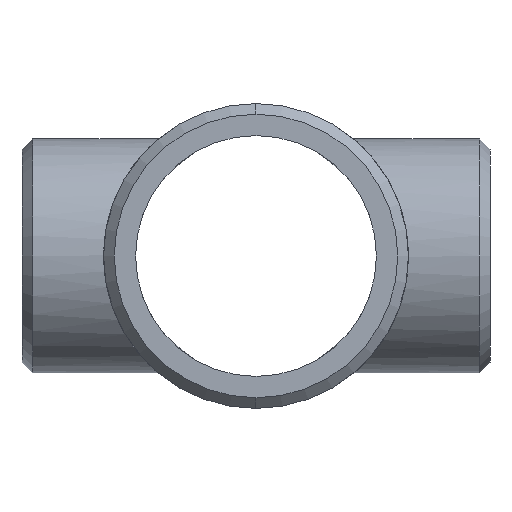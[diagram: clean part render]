
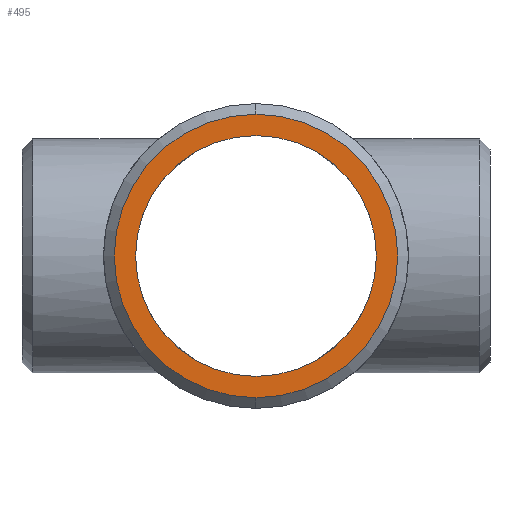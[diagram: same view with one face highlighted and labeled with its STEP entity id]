
A CAD part, left-side view. The second image highlights one B-rep face of the part: STEP entity #495.
In plain terms, the highlighted planar face has unit normal (-1, 0, 0).
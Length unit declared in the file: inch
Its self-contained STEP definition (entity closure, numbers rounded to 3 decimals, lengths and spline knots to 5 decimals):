
#41 = AXIS2_PLACEMENT_3D ( 'NONE', #447, #344, #1349 ) ;
#65 = CARTESIAN_POINT ( 'NONE',  ( -7., 0., 0. ) ) ;
#91 = CIRCLE ( 'NONE', #642, 3.4065 ) ;
#114 = PLANE ( 'NONE',  #41 ) ;
#175 = ORIENTED_EDGE ( 'NONE', *, *, #645, .T. ) ;
#188 = FACE_BOUND ( 'NONE', #958, .T. ) ;
#226 = CARTESIAN_POINT ( 'NONE',  ( -7., 0., 0. ) ) ;
#266 = CIRCLE ( 'NONE', #1154, 3.4065 ) ;
#315 = DIRECTION ( 'NONE',  ( 1., 0., 0. ) ) ;
#344 = DIRECTION ( 'NONE',  ( -1., 0., 0. ) ) ;
#442 = VERTEX_POINT ( 'NONE', #1091 ) ;
#447 = CARTESIAN_POINT ( 'NONE',  ( -7., 0., 0. ) ) ;
#453 = DIRECTION ( 'NONE',  ( -1., 0., 0. ) ) ;
#495 = ADVANCED_FACE ( 'NONE', ( #747, #188 ), #114, .T. ) ;
#511 = VERTEX_POINT ( 'NONE', #1337 ) ;
#523 = EDGE_LOOP ( 'NONE', ( #866, #1126 ) ) ;
#532 = EDGE_CURVE ( 'NONE', #442, #511, #1224, .T. ) ;
#553 = CARTESIAN_POINT ( 'NONE',  ( -7., 0., 0. ) ) ;
#559 = DIRECTION ( 'NONE',  ( 0., 0., 1. ) ) ;
#611 = AXIS2_PLACEMENT_3D ( 'NONE', #994, #902, #1005 ) ;
#642 = AXIS2_PLACEMENT_3D ( 'NONE', #65, #315, #1207 ) ;
#645 = EDGE_CURVE ( 'NONE', #895, #1102, #266, .T. ) ;
#677 = EDGE_CURVE ( 'NONE', #511, #442, #1336, .T. ) ;
#747 = FACE_OUTER_BOUND ( 'NONE', #523, .T. ) ;
#866 = ORIENTED_EDGE ( 'NONE', *, *, #677, .T. ) ;
#895 = VERTEX_POINT ( 'NONE', #1164 ) ;
#902 = DIRECTION ( 'NONE',  ( -1., 0., 0. ) ) ;
#958 = EDGE_LOOP ( 'NONE', ( #175, #1075 ) ) ;
#994 = CARTESIAN_POINT ( 'NONE',  ( -7., 0., 0. ) ) ;
#1005 = DIRECTION ( 'NONE',  ( 0., 0., 1. ) ) ;
#1034 = AXIS2_PLACEMENT_3D ( 'NONE', #553, #453, #1326 ) ;
#1064 = CARTESIAN_POINT ( 'NONE',  ( -7., 0., -3.4065 ) ) ;
#1075 = ORIENTED_EDGE ( 'NONE', *, *, #1307, .T. ) ;
#1091 = CARTESIAN_POINT ( 'NONE',  ( -7., 0., 4.0105 ) ) ;
#1102 = VERTEX_POINT ( 'NONE', #1064 ) ;
#1122 = DIRECTION ( 'NONE',  ( 1., 0., 0. ) ) ;
#1126 = ORIENTED_EDGE ( 'NONE', *, *, #532, .T. ) ;
#1154 = AXIS2_PLACEMENT_3D ( 'NONE', #226, #1122, #559 ) ;
#1164 = CARTESIAN_POINT ( 'NONE',  ( -7., 0., 3.4065 ) ) ;
#1207 = DIRECTION ( 'NONE',  ( 0., 0., 1. ) ) ;
#1224 = CIRCLE ( 'NONE', #1034, 4.0105 ) ;
#1307 = EDGE_CURVE ( 'NONE', #1102, #895, #91, .T. ) ;
#1326 = DIRECTION ( 'NONE',  ( 0., 0., 1. ) ) ;
#1336 = CIRCLE ( 'NONE', #611, 4.0105 ) ;
#1337 = CARTESIAN_POINT ( 'NONE',  ( -7., 0., -4.0105 ) ) ;
#1349 = DIRECTION ( 'NONE',  ( 0., 0., -1. ) ) ;
